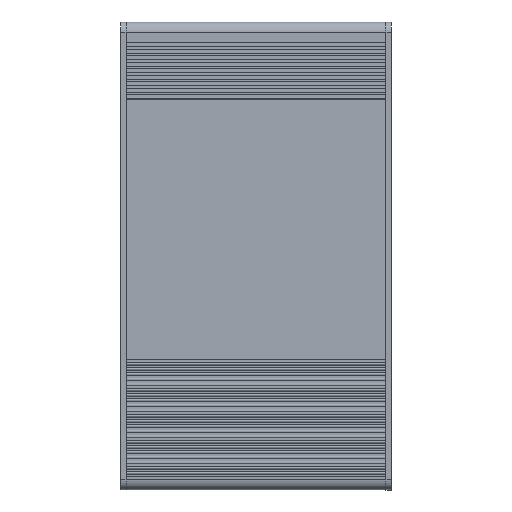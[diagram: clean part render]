
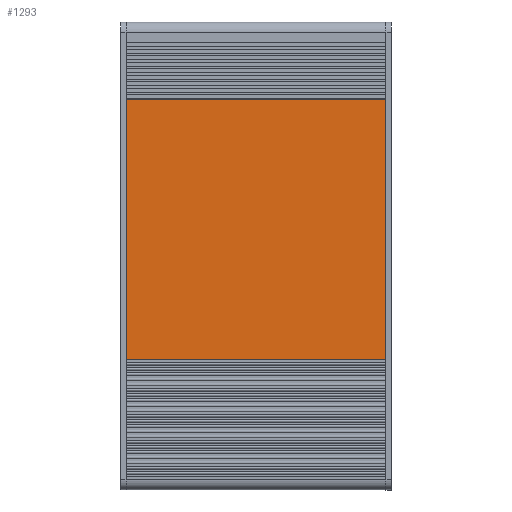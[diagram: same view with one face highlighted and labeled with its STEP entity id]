
A CAD part, top view. The second image highlights one B-rep face of the part: STEP entity #1293.
In plain terms, the highlighted planar face has unit normal (0, 0, 1).
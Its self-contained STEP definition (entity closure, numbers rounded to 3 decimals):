
#1293 = ADVANCED_FACE( '', ( #2639 ), #2640, .F. );
#2639 = FACE_OUTER_BOUND( '', #3993, .T. );
#2640 = PLANE( '', #3994 );
#3993 = EDGE_LOOP( '', ( #8012, #8013, #8014, #8015 ) );
#3994 = AXIS2_PLACEMENT_3D( '', #8016, #8017, #8018 );
#8012 = ORIENTED_EDGE( '', *, *, #9770, .T. );
#8013 = ORIENTED_EDGE( '', *, *, #8561, .F. );
#8014 = ORIENTED_EDGE( '', *, *, #8702, .F. );
#8015 = ORIENTED_EDGE( '', *, *, #9547, .T. );
#8016 = CARTESIAN_POINT( '', ( 50., -40., 0. ) );
#8017 = DIRECTION( '', ( 0., 0., -1. ) );
#8018 = DIRECTION( '', ( 0., 1., 0. ) );
#8561 = EDGE_CURVE( '', #10447, #10442, #10449, .T. );
#8702 = EDGE_CURVE( '', #10692, #10447, #10693, .T. );
#9547 = EDGE_CURVE( '', #10692, #11974, #11976, .T. );
#9770 = EDGE_CURVE( '', #11974, #10442, #12253, .T. );
#10442 = VERTEX_POINT( '', #13137 );
#10447 = VERTEX_POINT( '', #13144 );
#10449 = LINE( '', #13147, #13148 );
#10692 = VERTEX_POINT( '', #13485 );
#10693 = LINE( '', #13486, #13487 );
#11974 = VERTEX_POINT( '', #15324 );
#11976 = LINE( '', #15326, #15327 );
#12253 = LINE( '', #15718, #15719 );
#13137 = CARTESIAN_POINT( '', ( -50., -40., 0. ) );
#13144 = CARTESIAN_POINT( '', ( 50., -40., 0. ) );
#13147 = CARTESIAN_POINT( '', ( 50., -40., 0. ) );
#13148 = VECTOR( '', #16230, 1000. );
#13485 = CARTESIAN_POINT( '', ( 50., 60., 0. ) );
#13486 = CARTESIAN_POINT( '', ( 50., -40., 0. ) );
#13487 = VECTOR( '', #16400, 1000. );
#15324 = CARTESIAN_POINT( '', ( -50., 60., 0. ) );
#15326 = CARTESIAN_POINT( '', ( 50., 60., 0. ) );
#15327 = VECTOR( '', #17284, 1000. );
#15718 = CARTESIAN_POINT( '', ( -50., -40., 0. ) );
#15719 = VECTOR( '', #17480, 1000. );
#16230 = DIRECTION( '', ( -1., 0., 0. ) );
#16400 = DIRECTION( '', ( 0., -1., 0. ) );
#17284 = DIRECTION( '', ( -1., 0., 0. ) );
#17480 = DIRECTION( '', ( 0., -1., 0. ) );
